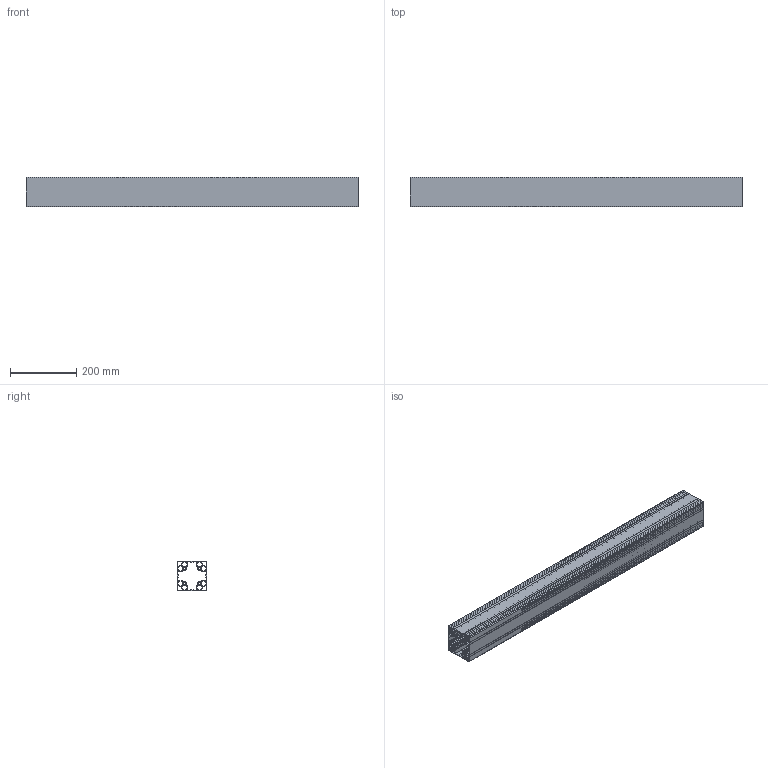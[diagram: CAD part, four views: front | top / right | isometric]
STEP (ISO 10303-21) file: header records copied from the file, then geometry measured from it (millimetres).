
FILE_DESCRIPTION(('STEP AP203'),'1');
FILE_NAME('BASE08N0041.stp','2023-10-23T09:02:00',(' '),(' '),'Spatial InterOp 3D',' ',' ');
FILE_SCHEMA(('CONFIG_CONTROL_DESIGN'));
Length unit declared in the file: millimetre
Products named in the file (1): Profilé 8 90x90 8N pelable léger
Bounding box: 1000 x 90.01 x 90.01 mm (x, y, z)
Volume: 1754680 mm3; surface area: 1473355.8 mm2
Topology: 1 solids, 1 shells, 363 faces, 1083 edges, 722 vertices
Faces by surface type: plane 286, cylinder 77
Entity records: 12265 total; most frequent: CARTESIAN_POINT 2169, ORIENTED_EDGE 2166, DIRECTION 1965, EDGE_CURVE 1083, LINE 929, VECTOR 929, VERTEX_POINT 722, AXIS2_PLACEMENT_3D 518
